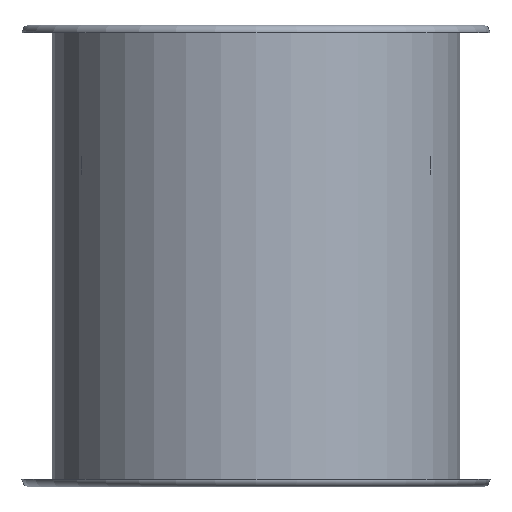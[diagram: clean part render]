
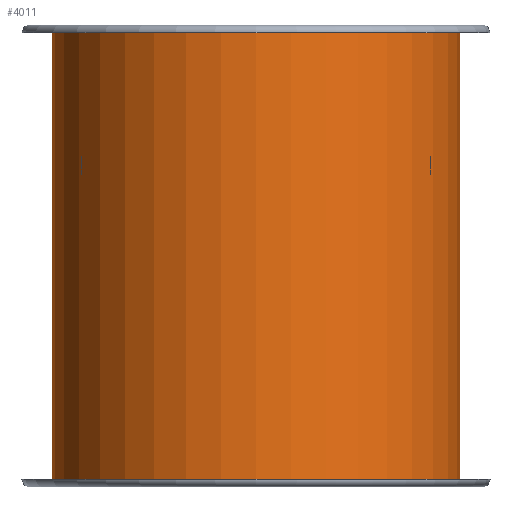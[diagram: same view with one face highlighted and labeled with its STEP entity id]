
A CAD part, front view. The second image highlights one B-rep face of the part: STEP entity #4011.
In plain terms, the highlighted cylindrical face has radius 132.5 mm (diameter 265 mm), a partial arc.
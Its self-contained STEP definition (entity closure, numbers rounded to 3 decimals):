
#3817 = EDGE_CURVE ( 'NONE', #3898, #3818, #9401, .T. ) ;
#3818 = VERTEX_POINT ( 'NONE', #9397 ) ;
#3880 = VERTEX_POINT ( 'NONE', #9516 ) ;
#3881 = VERTEX_POINT ( 'NONE', #9515 ) ;
#3883 = EDGE_CURVE ( 'NONE', #3881, #3898, #9514, .T. ) ;
#3887 = EDGE_CURVE ( 'NONE', #3880, #3818, #9572, .T. ) ;
#3891 = EDGE_CURVE ( 'NONE', #3881, #3880, #9561, .T. ) ;
#3898 = VERTEX_POINT ( 'NONE', #9604 ) ;
#3940 = ORIENTED_EDGE ( 'NONE', *, *, #3817, .F. ) ;
#4011 = ADVANCED_FACE ( 'NONE', ( #9751 ), #9750, .T. ) ;
#4012 = EDGE_LOOP ( 'NONE', ( #4013, #4014, #4015, #3940 ) ) ;
#4013 = ORIENTED_EDGE ( 'NONE', *, *, #3883, .F. ) ;
#4014 = ORIENTED_EDGE ( 'NONE', *, *, #3891, .T. ) ;
#4015 = ORIENTED_EDGE ( 'NONE', *, *, #3887, .T. ) ;
#9397 = CARTESIAN_POINT ( 'NONE',  ( 132.5, 0., -5. ) ) ;
#9398 = DIRECTION ( 'NONE',  ( 1., 0., 0. ) ) ;
#9399 = DIRECTION ( 'NONE',  ( 0., 0., 1. ) ) ;
#9400 = AXIS2_PLACEMENT_3D ( 'NONE', #9407, #9399, #9398 ) ;
#9401 = CIRCLE ( 'NONE', #9400, 132.5 ) ;
#9407 = CARTESIAN_POINT ( 'NONE',  ( 0., 0., -5. ) ) ;
#9511 = DIRECTION ( 'NONE',  ( 0., 0., 1. ) ) ;
#9512 = VECTOR ( 'NONE', #9511, 1000. ) ;
#9513 = CARTESIAN_POINT ( 'NONE',  ( -132.5, 0., 42.986 ) ) ;
#9514 = LINE ( 'NONE', #9513, #9512 ) ;
#9515 = CARTESIAN_POINT ( 'NONE',  ( -132.5, 0., -295. ) ) ;
#9516 = CARTESIAN_POINT ( 'NONE',  ( 132.5, 0., -295. ) ) ;
#9553 = DIRECTION ( 'NONE',  ( 1., 0., 0. ) ) ;
#9554 = DIRECTION ( 'NONE',  ( 0., 0., 1. ) ) ;
#9555 = CARTESIAN_POINT ( 'NONE',  ( 0., 0., -295. ) ) ;
#9556 = AXIS2_PLACEMENT_3D ( 'NONE', #9555, #9554, #9553 ) ;
#9561 = CIRCLE ( 'NONE', #9556, 132.5 ) ;
#9564 = DIRECTION ( 'NONE',  ( 0., 0., 1. ) ) ;
#9565 = VECTOR ( 'NONE', #9564, 1000. ) ;
#9566 = CARTESIAN_POINT ( 'NONE',  ( 132.5, 0., 42.986 ) ) ;
#9572 = LINE ( 'NONE', #9566, #9565 ) ;
#9604 = CARTESIAN_POINT ( 'NONE',  ( -132.5, 0., -5. ) ) ;
#9745 = DIRECTION ( 'NONE',  ( 1., 0., 0. ) ) ;
#9746 = DIRECTION ( 'NONE',  ( 0., 0., 1. ) ) ;
#9747 = CARTESIAN_POINT ( 'NONE',  ( 0., 0., 42.986 ) ) ;
#9748 = AXIS2_PLACEMENT_3D ( 'NONE', #9747, #9746, #9745 ) ;
#9750 = CYLINDRICAL_SURFACE ( 'NONE', #9748, 132.5 ) ;
#9751 = FACE_OUTER_BOUND ( 'NONE', #4012, .T. ) ;
